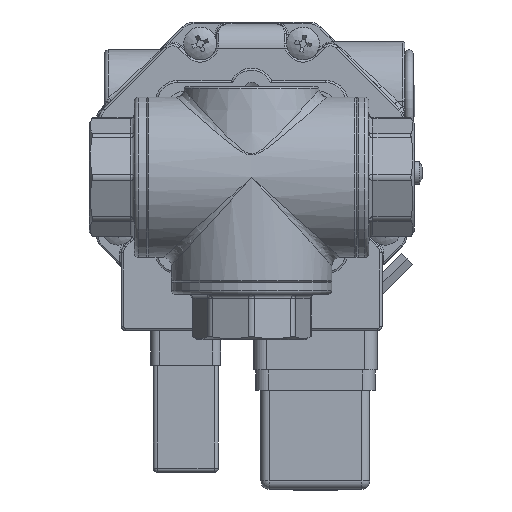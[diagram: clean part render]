
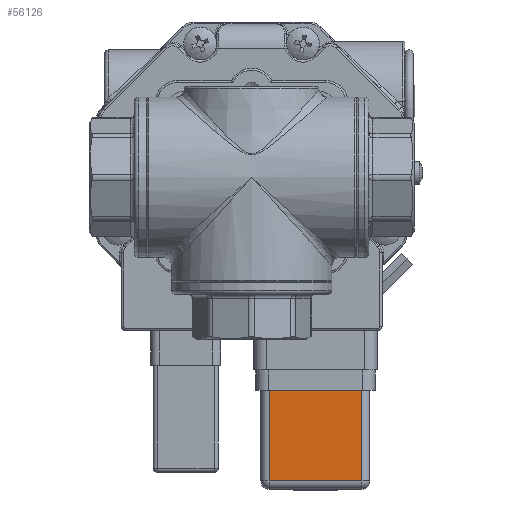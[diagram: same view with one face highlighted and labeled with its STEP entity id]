
A CAD part, front view. The second image highlights one B-rep face of the part: STEP entity #56126.
In plain terms, the highlighted face is planar.
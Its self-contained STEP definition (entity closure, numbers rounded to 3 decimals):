
#19104=ORIENTED_EDGE('',*,*,#26686,.T.);
#19105=ORIENTED_EDGE('',*,*,#26682,.T.);
#19106=ORIENTED_EDGE('',*,*,#26702,.T.);
#19107=ORIENTED_EDGE('',*,*,#26695,.T.);
#26682=EDGE_CURVE('',#31359,#31363,#34681,.T.);
#26686=EDGE_CURVE('',#31365,#31359,#34684,.T.);
#26695=EDGE_CURVE('',#31370,#31365,#34690,.T.);
#26702=EDGE_CURVE('',#31363,#31370,#34695,.T.);
#31359=VERTEX_POINT('',#126000);
#31363=VERTEX_POINT('',#126011);
#31365=VERTEX_POINT('',#126017);
#31370=VERTEX_POINT('',#126037);
#34681=LINE('',#126013,#37889);
#34684=LINE('',#126020,#37892);
#34690=LINE('',#126036,#37898);
#34695=LINE('',#126050,#37903);
#37889=VECTOR('',#74549,1000.);
#37892=VECTOR('',#74556,1000.);
#37898=VECTOR('',#74576,1000.);
#37903=VECTOR('',#74593,1000.);
#41277=EDGE_LOOP('',(#19104,#19105,#19106,#19107));
#44806=FACE_BOUND('',#41277,.T.);
#46002=PLANE('',#61362);
#56126=ADVANCED_FACE('',(#44806),#46002,.F.);
#61362=AXIS2_PLACEMENT_3D('',#126049,#74591,#74592);
#74549=DIRECTION('',(0.,0.,-1.));
#74556=DIRECTION('',(1.,0.,0.));
#74576=DIRECTION('',(0.,0.,1.));
#74591=DIRECTION('',(0.,-1.,0.));
#74592=DIRECTION('',(0.,0.,-1.));
#74593=DIRECTION('',(-1.,0.,0.));
#126000=CARTESIAN_POINT('',(11.25,13.25,36.6));
#126011=CARTESIAN_POINT('',(11.25,13.25,14.6));
#126013=CARTESIAN_POINT('',(11.25,13.25,38.6));
#126017=CARTESIAN_POINT('',(-11.25,13.25,36.6));
#126020=CARTESIAN_POINT('',(-13.25,13.25,36.6));
#126036=CARTESIAN_POINT('',(-11.25,13.25,38.6));
#126037=CARTESIAN_POINT('',(-11.25,13.25,14.6));
#126049=CARTESIAN_POINT('',(-13.25,13.25,38.6));
#126050=CARTESIAN_POINT('',(-13.25,13.25,14.6));
